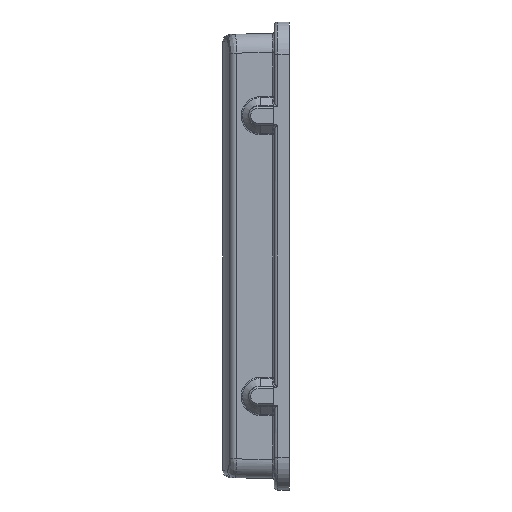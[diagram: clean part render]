
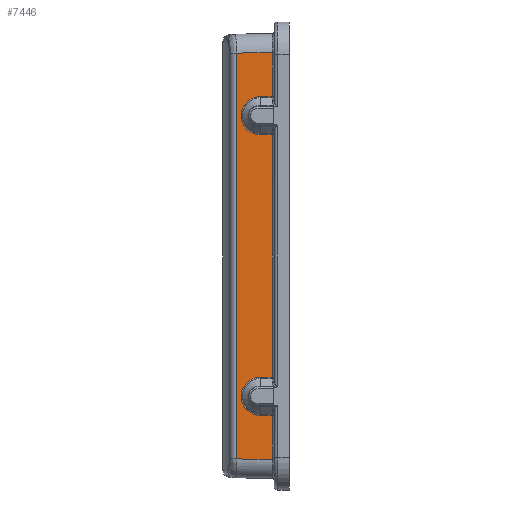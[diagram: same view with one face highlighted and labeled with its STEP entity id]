
A CAD part, front view. The second image highlights one B-rep face of the part: STEP entity #7446.
In plain terms, the highlighted planar face has unit normal (-0.009, -1, 0).
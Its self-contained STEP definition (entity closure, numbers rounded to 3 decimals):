
#656=DIRECTION('',(-1.,0.009,0.009));
#657=VECTOR('',#656,9.371);
#658=CARTESIAN_POINT('',(13.004,-19.996,-53.596));
#659=LINE('',#658,#657);
#660=DIRECTION('',(1.,-0.009,0.009));
#661=VECTOR('',#660,9.371);
#662=CARTESIAN_POINT('',(3.634,-19.914,53.514));
#663=LINE('',#662,#661);
#664=DIRECTION('',(-1.,0.009,0.008));
#665=VECTOR('',#664,3.1);
#666=CARTESIAN_POINT('',(13.004,-19.996,42.033));
#667=LINE('',#666,#665);
#668=CARTESIAN_POINT('',(9.905,-19.969,42.059));
#669=CARTESIAN_POINT('',(9.515,-19.965,42.062));
#670=CARTESIAN_POINT('',(8.759,-19.959,41.981));
#671=CARTESIAN_POINT('',(7.671,-19.949,41.609));
#672=CARTESIAN_POINT('',(6.696,-19.941,41.001));
#673=CARTESIAN_POINT('',(5.894,-19.934,40.206));
#674=CARTESIAN_POINT('',(5.278,-19.928,39.241));
#675=CARTESIAN_POINT('',(4.892,-19.925,38.157));
#676=CARTESIAN_POINT('',(4.759,-19.924,37.014));
#677=CARTESIAN_POINT('',(4.886,-19.925,35.871));
#678=CARTESIAN_POINT('',(5.264,-19.928,34.788));
#679=CARTESIAN_POINT('',(5.874,-19.933,33.818));
#680=CARTESIAN_POINT('',(6.678,-19.94,33.013));
#681=CARTESIAN_POINT('',(7.658,-19.949,32.396));
#682=CARTESIAN_POINT('',(8.756,-19.959,32.019));
#683=CARTESIAN_POINT('',(9.514,-19.965,31.938));
#684=CARTESIAN_POINT('',(9.905,-19.969,31.941));
#686=DIRECTION('',(1.,-0.009,0.008));
#687=VECTOR('',#686,3.1);
#688=CARTESIAN_POINT('',(9.905,-19.969,31.941));
#689=LINE('',#688,#687);
#690=DIRECTION('',(-1.,0.009,0.008));
#691=VECTOR('',#690,3.1);
#692=CARTESIAN_POINT('',(13.004,-19.996,-31.967));
#693=LINE('',#692,#691);
#694=CARTESIAN_POINT('',(9.905,-19.969,-31.941));
#695=CARTESIAN_POINT('',(9.515,-19.965,-31.938));
#696=CARTESIAN_POINT('',(8.759,-19.959,-32.019));
#697=CARTESIAN_POINT('',(7.671,-19.949,-32.391));
#698=CARTESIAN_POINT('',(6.696,-19.941,-32.999));
#699=CARTESIAN_POINT('',(5.894,-19.934,-33.794));
#700=CARTESIAN_POINT('',(5.278,-19.928,-34.759));
#701=CARTESIAN_POINT('',(4.892,-19.925,-35.843));
#702=CARTESIAN_POINT('',(4.759,-19.924,-36.986));
#703=CARTESIAN_POINT('',(4.886,-19.925,-38.129));
#704=CARTESIAN_POINT('',(5.264,-19.928,-39.212));
#705=CARTESIAN_POINT('',(5.874,-19.933,-40.182));
#706=CARTESIAN_POINT('',(6.678,-19.94,-40.987));
#707=CARTESIAN_POINT('',(7.658,-19.949,-41.604));
#708=CARTESIAN_POINT('',(8.756,-19.959,-41.981));
#709=CARTESIAN_POINT('',(9.514,-19.965,-42.062));
#710=CARTESIAN_POINT('',(9.905,-19.969,-42.059));
#712=DIRECTION('',(1.,-0.009,0.008));
#713=VECTOR('',#712,3.1);
#714=CARTESIAN_POINT('',(9.905,-19.969,-42.059));
#715=LINE('',#714,#713);
#720=DIRECTION('',(0.,0.,1.));
#721=VECTOR('',#720,11.563);
#722=CARTESIAN_POINT('',(13.004,-19.996,-53.596));
#723=LINE('',#722,#721);
#1396=DIRECTION('',(0.,0.,-1.));
#1397=VECTOR('',#1396,107.028);
#1398=CARTESIAN_POINT('',(3.634,-19.914,53.514));
#1399=LINE('',#1398,#1397);
#2882=DIRECTION('',(0.,0.,1.));
#2883=VECTOR('',#2882,11.563);
#2884=CARTESIAN_POINT('',(13.004,-19.996,42.033));
#2885=LINE('',#2884,#2883);
#3150=DIRECTION('',(0.,0.,1.));
#3151=VECTOR('',#3150,63.934);
#3152=CARTESIAN_POINT('',(13.004,-19.996,
-31.967));
#3153=LINE('',#3152,#3151);
#5469=CARTESIAN_POINT('',(9.904,-19.969,
-31.941));
#5470=VERTEX_POINT('',#5469);
#5471=CARTESIAN_POINT('',(13.004,-19.996,
-31.967));
#5472=VERTEX_POINT('',#5471);
#5473=CARTESIAN_POINT('',(9.904,-19.969,
-42.059));
#5474=VERTEX_POINT('',#5473);
#5475=CARTESIAN_POINT('',(13.004,-19.996,
-42.033));
#5476=VERTEX_POINT('',#5475);
#5477=CARTESIAN_POINT('',(13.004,-19.996,
-53.596));
#5478=VERTEX_POINT('',#5477);
#5479=CARTESIAN_POINT('',(3.634,-19.914,
-53.514));
#5480=VERTEX_POINT('',#5479);
#5481=CARTESIAN_POINT('',(3.634,-19.914,53.514));
#5482=VERTEX_POINT('',#5481);
#5483=CARTESIAN_POINT('',(13.004,-19.996,53.596));
#5484=VERTEX_POINT('',#5483);
#5485=CARTESIAN_POINT('',(13.004,-19.996,42.033));
#5486=VERTEX_POINT('',#5485);
#5487=CARTESIAN_POINT('',(9.905,-19.969,42.059));
#5488=VERTEX_POINT('',#5487);
#5489=VERTEX_POINT('',#684);
#5490=CARTESIAN_POINT('',(13.004,-19.996,31.967));
#5491=VERTEX_POINT('',#5490);
#7418=CARTESIAN_POINT('',(13.5,-20.,61.095));
#7419=DIRECTION('',(-0.009,-1.,0.));
#7420=DIRECTION('',(1.,-0.009,0.));
#7421=AXIS2_PLACEMENT_3D('',#7418,#7419,#7420);
#7422=PLANE('',#7421);
#7424=ORIENTED_EDGE('',*,*,#7423,.F.);
#7426=ORIENTED_EDGE('',*,*,#7425,.T.);
#7428=ORIENTED_EDGE('',*,*,#7427,.F.);
#7430=ORIENTED_EDGE('',*,*,#7429,.T.);
#7432=ORIENTED_EDGE('',*,*,#7431,.F.);
#7434=ORIENTED_EDGE('',*,*,#7433,.T.);
#7436=ORIENTED_EDGE('',*,*,#7435,.T.);
#7438=ORIENTED_EDGE('',*,*,#7437,.T.);
#7440=ORIENTED_EDGE('',*,*,#7439,.F.);
#7441=ORIENTED_EDGE('',*,*,#7303,.T.);
#7442=ORIENTED_EDGE('',*,*,#7398,.T.);
#7443=ORIENTED_EDGE('',*,*,#7409,.T.);
#7444=EDGE_LOOP('',(#7424,#7426,#7428,#7430,#7432,#7434,#7436,#7438,#7440,#7441,
#7442,#7443));
#7445=FACE_OUTER_BOUND('',#7444,.F.);
#685=B_SPLINE_CURVE_WITH_KNOTS('',3,(#668,#669,#670,#671,#672,#673,#674,#675,
#676,#677,#678,#679,#680,#681,#682,#683,#684),.UNSPECIFIED.,.F.,.F.,(4,1,1,1,1,
1,1,1,1,1,1,1,1,1,4),(0.,0.071,0.143,
0.214,0.286,0.357,0.429,0.5,
0.571,0.643,0.714,0.786,
0.857,0.929,1.),.UNSPECIFIED.);
#711=B_SPLINE_CURVE_WITH_KNOTS('',3,(#694,#695,#696,#697,#698,#699,#700,#701,
#702,#703,#704,#705,#706,#707,#708,#709,#710),.UNSPECIFIED.,.F.,.F.,(4,1,1,1,1,
1,1,1,1,1,1,1,1,1,4),(0.,0.071,0.143,
0.214,0.286,0.357,0.429,0.5,
0.571,0.643,0.714,0.786,
0.857,0.929,1.),.UNSPECIFIED.);
#7303=EDGE_CURVE('',#5472,#5470,#693,.T.);
#7398=EDGE_CURVE('',#5470,#5474,#711,.T.);
#7409=EDGE_CURVE('',#5474,#5476,#715,.T.);
#7423=EDGE_CURVE('',#5478,#5476,#723,.T.);
#7425=EDGE_CURVE('',#5478,#5480,#659,.T.);
#7427=EDGE_CURVE('',#5482,#5480,#1399,.T.);
#7429=EDGE_CURVE('',#5482,#5484,#663,.T.);
#7431=EDGE_CURVE('',#5486,#5484,#2885,.T.);
#7433=EDGE_CURVE('',#5486,#5488,#667,.T.);
#7435=EDGE_CURVE('',#5488,#5489,#685,.T.);
#7437=EDGE_CURVE('',#5489,#5491,#689,.T.);
#7439=EDGE_CURVE('',#5472,#5491,#3153,.T.);
#7446=ADVANCED_FACE('',(#7445),#7422,.T.);
